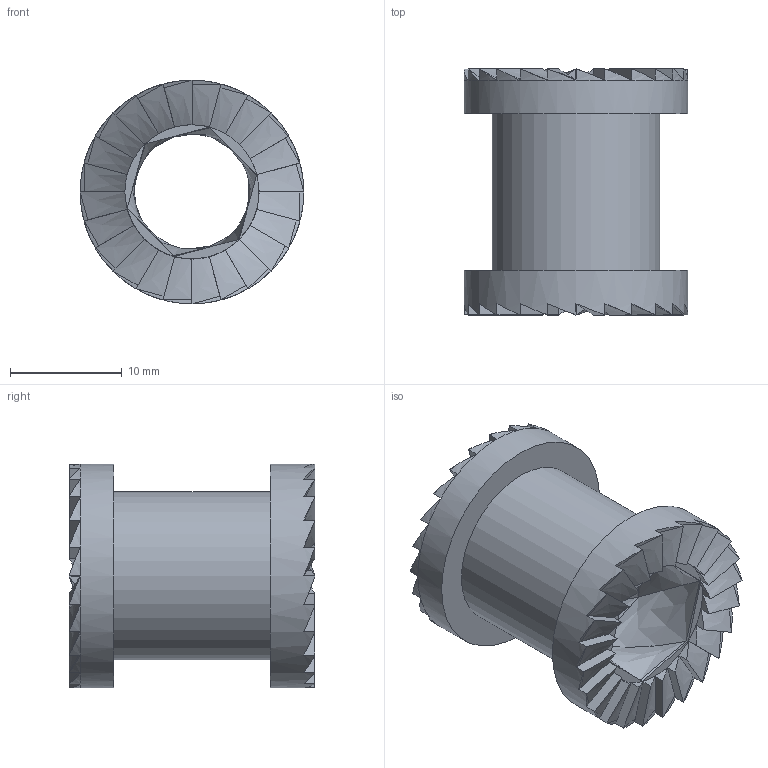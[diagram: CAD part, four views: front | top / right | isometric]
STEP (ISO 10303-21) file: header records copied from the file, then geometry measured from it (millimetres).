
FILE_DESCRIPTION(/* description */ (''),/* implementation_level */ '2;1');
FILE_NAME(/* name */ 'LOCK.step',/* time_stamp */ '2024-02-06T19:24:40+05:30',/* author */ (''),/* organization */ (''),/* preprocessor_version */ 'ST-DEVELOPER v20',/* originating_system */ 'Autodesk Translation Framework v12.14.0.127',/* authorisation */ '');
FILE_SCHEMA (('AUTOMOTIVE_DESIGN { 1 0 10303 214 3 1 1 }'));
Length unit declared in the file: centimetre
Products named in the file (1): LOCK
Bounding box: 20 x 22 x 20 mm (x, y, z)
Volume: 2690.8 mm3; surface area: 3014 mm2
Topology: 1 solids, 1 shells, 243 faces, 560 edges, 319 vertices
Faces by surface type: bspline 123, cylinder 62, plane 58
Full cylindrical faces by diameter (mm): 15 x1, 20 x2
Entity records: 8846 total; most frequent: CARTESIAN_POINT 4251, ORIENTED_EDGE 1120, DIRECTION 601, EDGE_CURVE 560, VERTEX_POINT 319, B_SPLINE_CURVE_WITH_KNOTS 266, EDGE_LOOP 245, FACE_OUTER_BOUND 243
